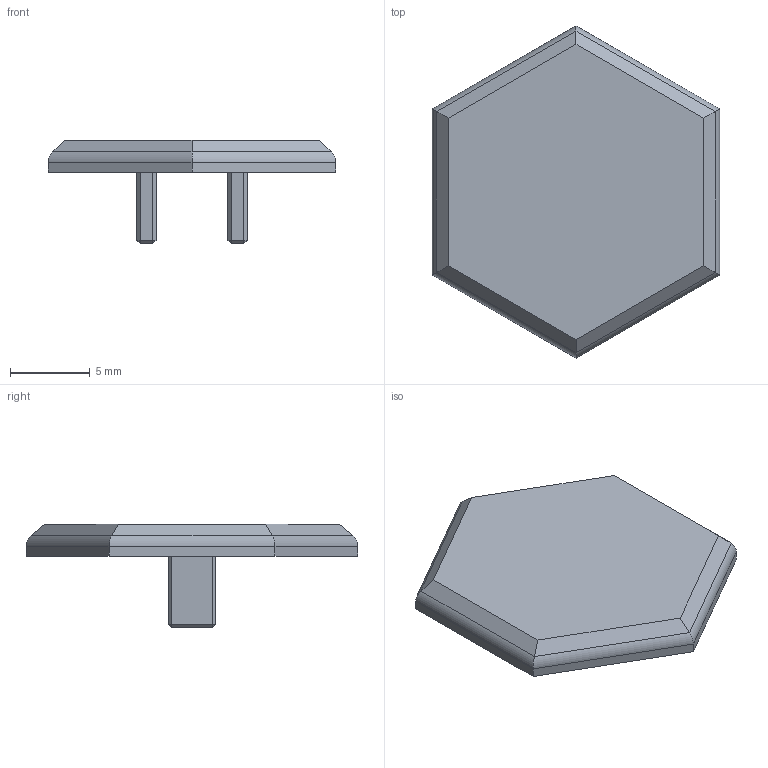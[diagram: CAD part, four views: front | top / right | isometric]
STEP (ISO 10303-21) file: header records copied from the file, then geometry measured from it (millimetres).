
FILE_DESCRIPTION(('FreeCAD Model'),'2;1');
FILE_NAME('hex.step','2021-07-27T19:03:21',('Author'),(''), 'Open CASCADE STEP processor 7.3','FreeCAD','Unknown');
FILE_SCHEMA(('AUTOMOTIVE_DESIGN { 1 0 10303 214 1 1 1 1 }'));
Length unit declared in the file: millimetre
Products named in the file (1): 1
Bounding box: 18 x 20.78 x 6.49 mm (x, y, z)
Volume: 561.1 mm3; surface area: 714.4 mm2
Topology: 1 solids, 1 shells, 54 faces, 114 edges, 64 vertices
Faces by surface type: plane 48, cylinder 6
Entity records: 2951 total; most frequent: CARTESIAN_POINT 557, DIRECTION 446, LINE 324, VECTOR 324, ORIENTED_EDGE 228, PCURVE 228, DEFINITIONAL_REPRESENTATION 228, EDGE_CURVE 114
